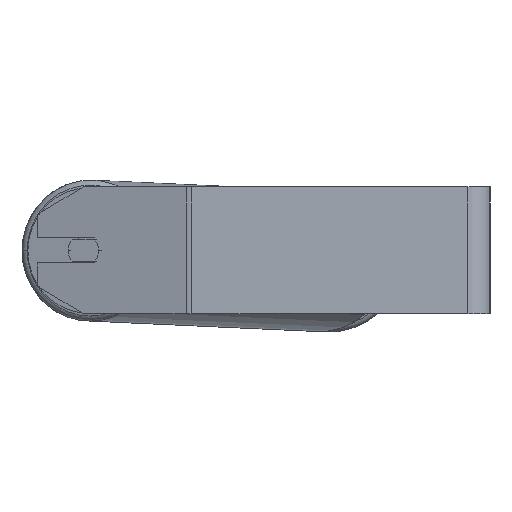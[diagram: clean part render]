
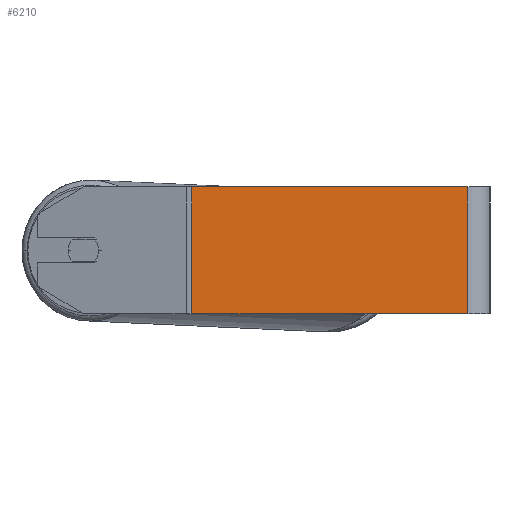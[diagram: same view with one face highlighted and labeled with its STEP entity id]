
A CAD part, left-side view. The second image highlights one B-rep face of the part: STEP entity #6210.
In plain terms, the highlighted planar face has unit normal (-1, 0, 0).
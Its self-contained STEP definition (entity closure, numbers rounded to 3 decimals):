
#591 = EDGE_CURVE ( 'NONE', #4877, #4939, #4350, .T. ) ;
#614 = CARTESIAN_POINT ( 'NONE',  ( -900., 188.153, -40. ) ) ;
#701 = DIRECTION ( 'NONE',  ( 0., 0., -1. ) ) ;
#1665 = LINE ( 'NONE', #6407, #2039 ) ;
#2022 = DIRECTION ( 'NONE',  ( 1., 0., 0. ) ) ;
#2039 = VECTOR ( 'NONE', #3358, 1000. ) ;
#2310 = ORIENTED_EDGE ( 'NONE', *, *, #591, .F. ) ;
#2328 = VERTEX_POINT ( 'NONE', #614 ) ;
#2505 = ORIENTED_EDGE ( 'NONE', *, *, #3395, .F. ) ;
#3232 = CARTESIAN_POINT ( 'NONE',  ( -900., 189.996, 40. ) ) ;
#3264 = FACE_OUTER_BOUND ( 'NONE', #5657, .T. ) ;
#3358 = DIRECTION ( 'NONE',  ( 0., 0., -1. ) ) ;
#3395 = EDGE_CURVE ( 'NONE', #5642, #4877, #5230, .T. ) ;
#3824 = EDGE_CURVE ( 'NONE', #5642, #2328, #1665, .T. ) ;
#4350 = LINE ( 'NONE', #4983, #6726 ) ;
#4574 = VECTOR ( 'NONE', #7908, 1000. ) ;
#4605 = AXIS2_PLACEMENT_3D ( 'NONE', #8077, #2022, #701 ) ;
#4877 = VERTEX_POINT ( 'NONE', #7155 ) ;
#4939 = VERTEX_POINT ( 'NONE', #5360 ) ;
#4983 = CARTESIAN_POINT ( 'NONE',  ( -900., 14., 40. ) ) ;
#5115 = EDGE_CURVE ( 'NONE', #2328, #4939, #5567, .T. ) ;
#5230 = LINE ( 'NONE', #3232, #4574 ) ;
#5360 = CARTESIAN_POINT ( 'NONE',  ( -900., 14., -40. ) ) ;
#5567 = LINE ( 'NONE', #6895, #7539 ) ;
#5606 = DIRECTION ( 'NONE',  ( 0., 0., -1. ) ) ;
#5642 = VERTEX_POINT ( 'NONE', #5901 ) ;
#5657 = EDGE_LOOP ( 'NONE', ( #8216, #2310, #2505, #8570 ) ) ;
#5901 = CARTESIAN_POINT ( 'NONE',  ( -900., 188.153, 40. ) ) ;
#6210 = ADVANCED_FACE ( 'NONE', ( #3264 ), #7288, .F. ) ;
#6324 = DIRECTION ( 'NONE',  ( 0., -1., 0. ) ) ;
#6407 = CARTESIAN_POINT ( 'NONE',  ( -900., 188.153, 40. ) ) ;
#6726 = VECTOR ( 'NONE', #5606, 1000. ) ;
#6895 = CARTESIAN_POINT ( 'NONE',  ( -900., 189.996, -40. ) ) ;
#7155 = CARTESIAN_POINT ( 'NONE',  ( -900., 14., 40. ) ) ;
#7288 = PLANE ( 'NONE',  #4605 ) ;
#7539 = VECTOR ( 'NONE', #6324, 1000. ) ;
#7908 = DIRECTION ( 'NONE',  ( 0., -1., 0. ) ) ;
#8077 = CARTESIAN_POINT ( 'NONE',  ( -900., 189.996, 40. ) ) ;
#8216 = ORIENTED_EDGE ( 'NONE', *, *, #5115, .T. ) ;
#8570 = ORIENTED_EDGE ( 'NONE', *, *, #3824, .T. ) ;
